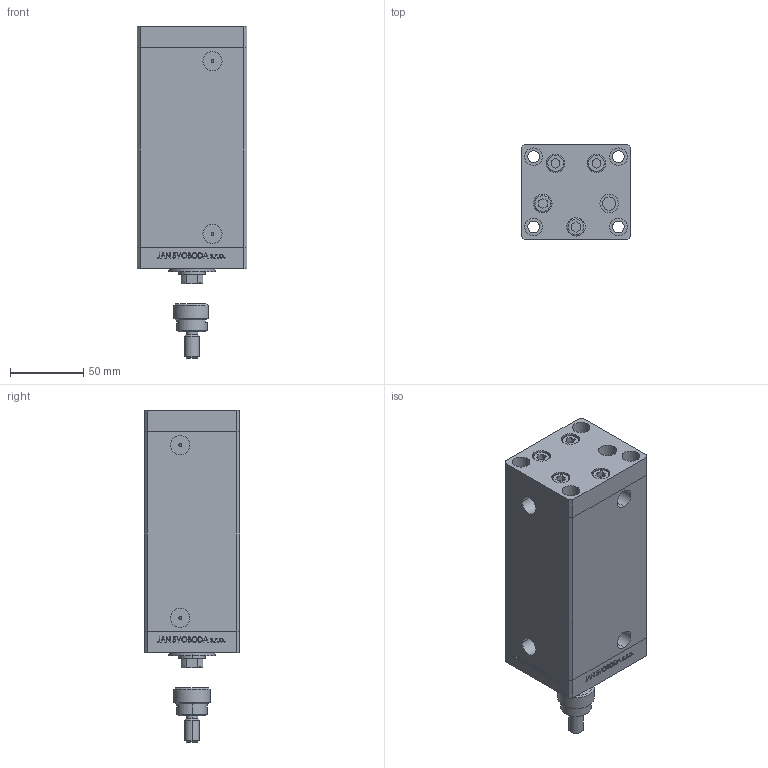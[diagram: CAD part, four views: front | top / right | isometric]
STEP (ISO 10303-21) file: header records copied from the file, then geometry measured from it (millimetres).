
FILE_DESCRIPTION (( 'STEP AP203' ), '1' );
FILE_NAME ('4318.STEP', '2024-01-09T02:10:59', ( '' ), ( '' ), 'SwSTEP 2.0', 'SolidWorks 2019', '' );
FILE_SCHEMA (( 'CONFIG_CONTROL_DESIGN' ));
Length unit declared in the file: millimetre
Products named in the file (8): ALLEN BOLT 08a09acf51f3d5d4399072c68c5e7987; FEMALE_PART_FOR_DFA 08a09acf51f3d5d4399072c68c5e7987; DFA 08a09acf51f3d5d4399072c68c5e7987; V220C_VC_C 08a09acf51f3d5d4399072c68c5e7987; V220C FRONT 08a09acf51f3d5d4399072c68c5e7987; V220C BACK_C 08a09acf51f3d5d4399072c68c5e7987; 4318; V220C_C MIDDLE 08a09acf51f3d5d4399072c68c5e7987
Assembly tree (15 placements, depth 3):
  4318
    ALLEN BOLT 08a09acf51f3d5d4399072c68c5e7987  x9
    V220C_C MIDDLE 08a09acf51f3d5d4399072c68c5e7987
    V220C FRONT 08a09acf51f3d5d4399072c68c5e7987
    V220C_VC_C 08a09acf51f3d5d4399072c68c5e7987
    V220C BACK_C 08a09acf51f3d5d4399072c68c5e7987
    DFA 08a09acf51f3d5d4399072c68c5e7987
      FEMALE_PART_FOR_DFA 08a09acf51f3d5d4399072c68c5e7987
Bounding box: 75 x 65 x 226.8 mm (x, y, z)
Volume: 683256.5 mm3; surface area: 147102.1 mm2
Topology: 14 solids, 14 shells, 1212 faces, 2999 edges, 1965 vertices
Faces by surface type: plane 554, bspline 380, cylinder 184, cone 54, torus 40
Entity records: 50849 total; most frequent: CARTESIAN_POINT 26951, ORIENTED_EDGE 5258, DIRECTION 3531, EDGE_CURVE 2629, VERTEX_POINT 1741, LINE 1513, VECTOR 1513, EDGE_LOOP 1228
